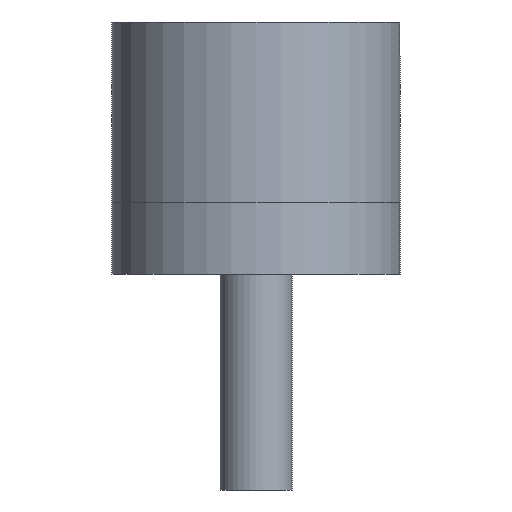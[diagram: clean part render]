
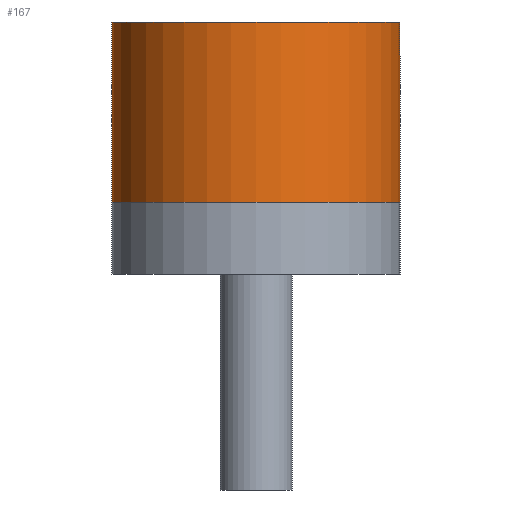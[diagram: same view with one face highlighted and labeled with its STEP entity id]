
A CAD part, front view. The second image highlights one B-rep face of the part: STEP entity #167.
In plain terms, the highlighted cylindrical face has radius 20 mm (diameter 40 mm), a full revolution.
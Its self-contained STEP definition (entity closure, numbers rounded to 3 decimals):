
#31=FACE_OUTER_BOUND('',#41,.T.);
#41=EDGE_LOOP('',(#136,#137,#138,#139,#140,#141,#142,#143));
#50=LINE('',#279,#61);
#56=LINE('',#294,#67);
#57=LINE('',#297,#68);
#61=VECTOR('',#229,10.);
#67=VECTOR('',#243,10.);
#68=VECTOR('',#246,20.);
#71=CIRCLE('',#189,20.);
#76=CIRCLE('',#199,20.);
#77=CIRCLE('',#200,20.);
#78=CIRCLE('',#201,20.);
#81=VERTEX_POINT('',#266);
#84=VERTEX_POINT('',#275);
#86=VERTEX_POINT('',#278);
#90=VERTEX_POINT('',#290);
#91=VERTEX_POINT('',#292);
#92=VERTEX_POINT('',#296);
#96=EDGE_CURVE('',#81,#81,#71,.T.);
#101=EDGE_CURVE('',#84,#86,#50,.T.);
#109=EDGE_CURVE('',#90,#91,#56,.T.);
#110=EDGE_CURVE('',#81,#92,#57,.T.);
#111=EDGE_CURVE('',#92,#90,#76,.T.);
#112=EDGE_CURVE('',#86,#91,#77,.T.);
#113=EDGE_CURVE('',#84,#92,#78,.T.);
#136=ORIENTED_EDGE('',*,*,#96,.F.);
#137=ORIENTED_EDGE('',*,*,#110,.T.);
#138=ORIENTED_EDGE('',*,*,#111,.T.);
#139=ORIENTED_EDGE('',*,*,#109,.T.);
#140=ORIENTED_EDGE('',*,*,#112,.F.);
#141=ORIENTED_EDGE('',*,*,#101,.F.);
#142=ORIENTED_EDGE('',*,*,#113,.T.);
#143=ORIENTED_EDGE('',*,*,#110,.F.);
#159=CYLINDRICAL_SURFACE('',#198,20.);
#167=ADVANCED_FACE('',(#31),#159,.T.);
#189=AXIS2_PLACEMENT_3D('',#267,#217,#218);
#198=AXIS2_PLACEMENT_3D('',#295,#244,#245);
#199=AXIS2_PLACEMENT_3D('',#298,#247,#248);
#200=AXIS2_PLACEMENT_3D('',#299,#249,#250);
#201=AXIS2_PLACEMENT_3D('',#300,#251,#252);
#217=DIRECTION('center_axis',(0.,0.,1.));
#218=DIRECTION('ref_axis',(-1.,0.,0.));
#229=DIRECTION('',(0.,0.,1.));
#243=DIRECTION('',(0.,0.,1.));
#244=DIRECTION('center_axis',(0.,0.,1.));
#245=DIRECTION('ref_axis',(0.,-1.,0.));
#246=DIRECTION('',(0.,0.,-1.));
#247=DIRECTION('center_axis',(0.,0.,1.));
#248=DIRECTION('ref_axis',(0.,-1.,0.));
#249=DIRECTION('center_axis',(0.,0.,-1.));
#250=DIRECTION('ref_axis',(-1.,0.,0.));
#251=DIRECTION('center_axis',(0.,0.,1.));
#252=DIRECTION('ref_axis',(0.,-1.,0.));
#266=CARTESIAN_POINT('',(0.,240.,35.));
#267=CARTESIAN_POINT('Origin',(0.,220.,35.));
#275=CARTESIAN_POINT('',(20.,220.,0.));
#278=CARTESIAN_POINT('',(20.,220.,10.));
#279=CARTESIAN_POINT('',(20.,220.,0.));
#290=CARTESIAN_POINT('',(-20.,220.,0.));
#292=CARTESIAN_POINT('',(-20.,220.,10.));
#294=CARTESIAN_POINT('',(-20.,220.,0.));
#295=CARTESIAN_POINT('Origin',(0.,220.,0.));
#296=CARTESIAN_POINT('',(0.,240.,0.));
#297=CARTESIAN_POINT('',(0.,240.,0.));
#298=CARTESIAN_POINT('Origin',(0.,220.,0.));
#299=CARTESIAN_POINT('Origin',(0.,220.,10.));
#300=CARTESIAN_POINT('Origin',(0.,220.,0.));
